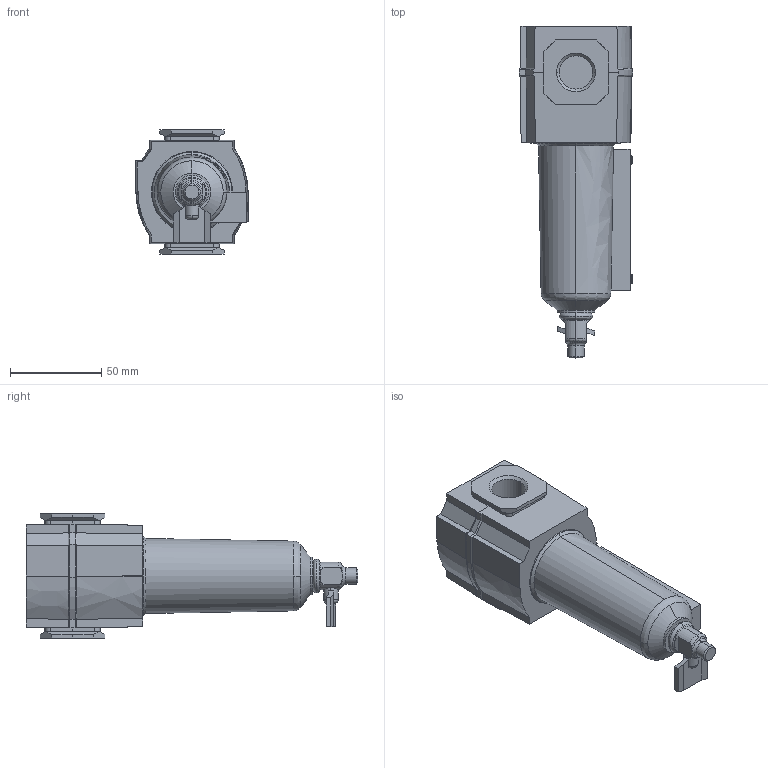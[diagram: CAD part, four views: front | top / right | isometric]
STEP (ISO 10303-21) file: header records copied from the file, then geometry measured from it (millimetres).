
FILE_DESCRIPTION (( 'STEP AP214' ), '1' );
FILE_NAME ('Norgren-F73G-4AN-QD3.step', '2019-02-08T00:49:29', ( '' ), ( '' ), 'SwSTEP 2.0', 'SolidWorks 2019', '' );
FILE_SCHEMA (( 'AUTOMOTIVE_DESIGN' ));
Length unit declared in the file: millimetre
Products named in the file (6): Norgren-F73G-4AN-QD3_F73GC_73d_Q; Norgren-F73G-4AN-QD3_F73GC_ss_03; Norgren-F73G-4AN-QD3_F73GC_ss_24_Q; Norgren-F73G-4AN-QD3; Norgren-F73G-4AN-QD3_F73GC_ss_60; Norgren-F73G-4AN-QD3_F73GC_73g-4_N
Assembly tree (5 placements, depth 3):
  Norgren-F73G-4AN-QD3
    Norgren-F73G-4AN-QD3_F73GC_73g-4_N
      Norgren-F73G-4AN-QD3_F73GC_ss_60
    Norgren-F73G-4AN-QD3_F73GC_73d_Q
      Norgren-F73G-4AN-QD3_F73GC_ss_03
      Norgren-F73G-4AN-QD3_F73GC_ss_24_Q
Bounding box: 62.3 x 181.5 x 68 mm (x, y, z)
Volume: 327581.7 mm3; surface area: 42593.9 mm2
Topology: 3 solids, 3 shells, 236 faces, 584 edges, 361 vertices
Faces by surface type: plane 156, bspline 35, cylinder 31, cone 8, torus 6
Entity records: 9972 total; most frequent: CARTESIAN_POINT 2253, ORIENTED_EDGE 1168, DIRECTION 1078, EDGE_CURVE 584, LINE 418, VECTOR 418, VERTEX_POINT 361, AXIS2_PLACEMENT_3D 330
